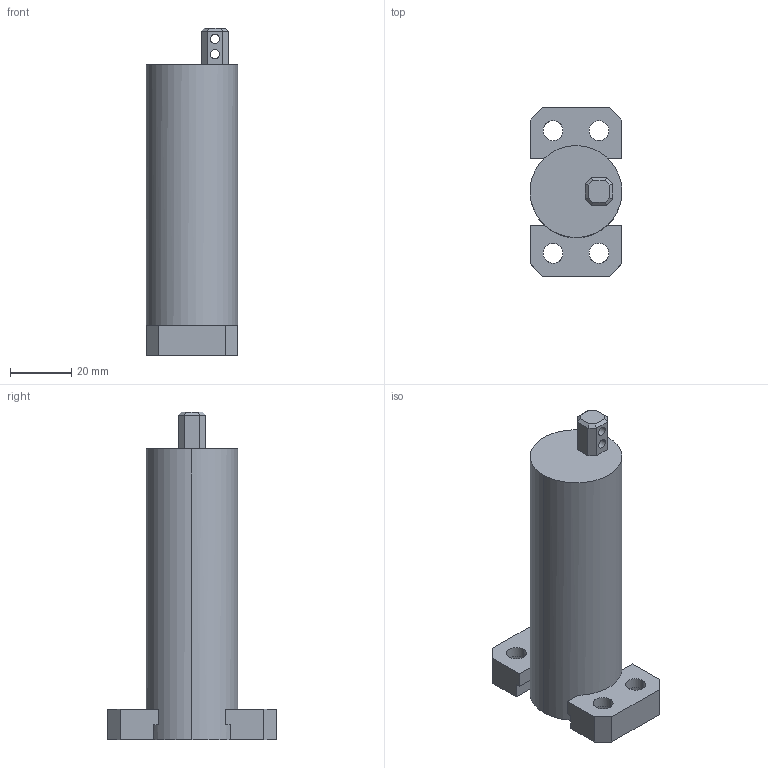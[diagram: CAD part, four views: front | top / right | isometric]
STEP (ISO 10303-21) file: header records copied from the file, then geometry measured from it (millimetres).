
FILE_DESCRIPTION(('CATIA V5 STEP Exchange'),'2;1');
FILE_NAME('SSR04_3D-01.stp','2025-09-15T02:24:25+00:00',('none'),('none'),'CATIA Version 5 Release 20 GA (IN-10)','CATIA V5 STEP AP214','none');
FILE_SCHEMA(('AUTOMOTIVE_DESIGN { 1 0 10303 214 1 1 1 1 }'));
Length unit declared in the file: millimetre
Products named in the file (1): SSR04_01
Bounding box: 30 x 55 x 107 mm (x, y, z)
Volume: 72251.6 mm3; surface area: 16041.1 mm2
Topology: 3 solids, 3 shells, 82 faces, 198 edges, 127 vertices
Faces by surface type: plane 52, cylinder 26, cone 4
Entity records: 2716 total; most frequent: CARTESIAN_POINT 792, ORIENTED_EDGE 392, DIRECTION 341, EDGE_CURVE 196, VECTOR 134, LINE 134, VERTEX_POINT 127, AXIS2_PLACEMENT_3D 126
